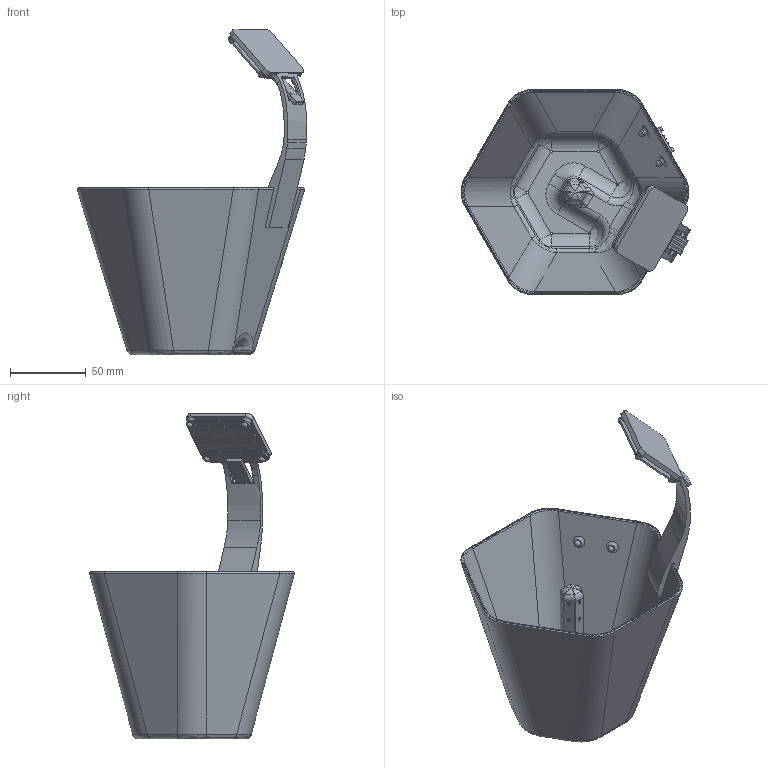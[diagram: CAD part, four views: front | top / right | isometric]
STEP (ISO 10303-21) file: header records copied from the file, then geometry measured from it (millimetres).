
FILE_DESCRIPTION(/* description */ (''),/* implementation_level */ '2;1');
FILE_NAME(/* name */ 'Assembled Model.step',/* time_stamp */ '2019-12-10T01:04:01-04:00',/* author */ (''),/* organization */ (''),/* preprocessor_version */ 'ST-DEVELOPER v18',/* originating_system */ 'Autodesk Translation Framework v8.12.0.6',/* authorisation */ '');
FILE_SCHEMA (('AUTOMOTIVE_DESIGN { 1 0 10303 214 3 1 1 }'));
Length unit declared in the file: millimetre
Products named in the file (5): Assembly; Nano-Rev3_0; Automated Plant Pot; Proto Light PCB Holder; PCB Light Model
Assembly tree (4 placements, depth 2):
  Assembly
    Nano-Rev3_0
    Automated Plant Pot
    Proto Light PCB Holder
    PCB Light Model
Bounding box: 151.57 x 135.21 x 214.65 mm (x, y, z)
Volume: 132331.5 mm3; surface area: 117915.1 mm2
Topology: 4 solids, 4 shells, 1037 faces, 2644 edges, 1591 vertices
Faces by surface type: plane 665, bspline 163, cylinder 136, torus 67, sphere 6
Full cylindrical faces by diameter (mm): 1.5 x24, 1.6 x2, 1.604 x4, 2 x1, 3.975 x4, 4 x2, 4.05 x4, 5 x1, 7 x1
Entity records: 38259 total; most frequent: CARTESIAN_POINT 14002, ORIENTED_EDGE 5256, DIRECTION 4519, EDGE_CURVE 2628, LINE 1749, VECTOR 1749, VERTEX_POINT 1592, AXIS2_PLACEMENT_3D 1385
